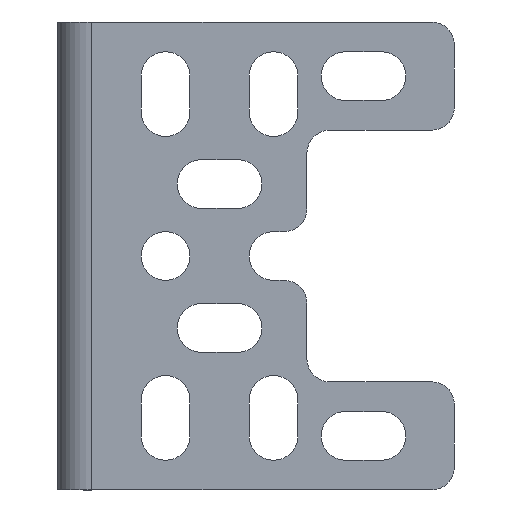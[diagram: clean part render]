
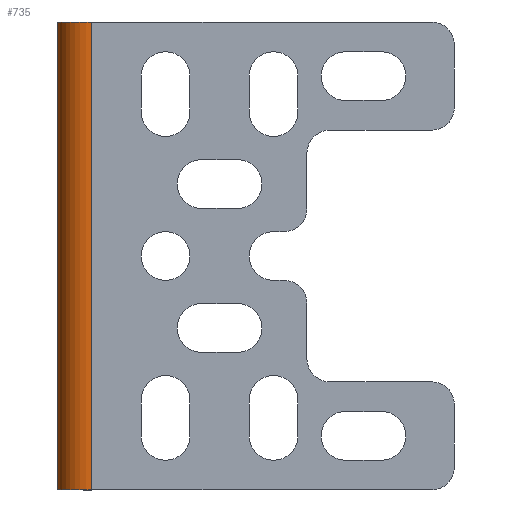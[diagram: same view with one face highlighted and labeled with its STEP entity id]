
A CAD part, front view. The second image highlights one B-rep face of the part: STEP entity #735.
In plain terms, the highlighted cylindrical face has radius 3 mm (diameter 6 mm), a partial arc.
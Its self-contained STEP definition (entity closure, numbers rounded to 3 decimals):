
#25 = CARTESIAN_POINT ( 'NONE',  ( -3., 0., 41.3 ) ) ;
#91 = VERTEX_POINT ( 'NONE', #1976 ) ;
#115 = EDGE_LOOP ( 'NONE', ( #2188, #262, #2483, #2546 ) ) ;
#262 = ORIENTED_EDGE ( 'NONE', *, *, #431, .F. ) ;
#307 = VECTOR ( 'NONE', #1886, 1000. ) ;
#327 = CARTESIAN_POINT ( 'NONE',  ( 0., -3., 41.3 ) ) ;
#431 = EDGE_CURVE ( 'NONE', #91, #2407, #651, .T. ) ;
#448 = VECTOR ( 'NONE', #1237, 1000. ) ;
#651 = LINE ( 'NONE', #1252, #448 ) ;
#658 = CARTESIAN_POINT ( 'NONE',  ( 0., 0., 41.3 ) ) ;
#733 = VERTEX_POINT ( 'NONE', #327 ) ;
#735 = ADVANCED_FACE ( 'NONE', ( #2258 ), #2709, .T. ) ;
#765 = CARTESIAN_POINT ( 'NONE',  ( 0., -3., 41.3 ) ) ;
#1081 = DIRECTION ( 'NONE',  ( 0., 0., -1. ) ) ;
#1155 = VERTEX_POINT ( 'NONE', #2789 ) ;
#1191 = DIRECTION ( 'NONE',  ( 0., 0., -1. ) ) ;
#1203 = CARTESIAN_POINT ( 'NONE',  ( 0., 0., 0. ) ) ;
#1237 = DIRECTION ( 'NONE',  ( 0., 0., 1. ) ) ;
#1252 = CARTESIAN_POINT ( 'NONE',  ( -3., 0., 41.3 ) ) ;
#1320 = DIRECTION ( 'NONE',  ( -1., 0., 0. ) ) ;
#1420 = AXIS2_PLACEMENT_3D ( 'NONE', #658, #2800, #1763 ) ;
#1486 = LINE ( 'NONE', #765, #307 ) ;
#1538 = EDGE_CURVE ( 'NONE', #1155, #91, #2409, .T. ) ;
#1578 = EDGE_CURVE ( 'NONE', #2407, #733, #2771, .T. ) ;
#1763 = DIRECTION ( 'NONE',  ( -1., 0., 0. ) ) ;
#1886 = DIRECTION ( 'NONE',  ( 0., 0., -1. ) ) ;
#1976 = CARTESIAN_POINT ( 'NONE',  ( -3., 0., 0. ) ) ;
#2188 = ORIENTED_EDGE ( 'NONE', *, *, #1578, .F. ) ;
#2223 = AXIS2_PLACEMENT_3D ( 'NONE', #1203, #1081, #1320 ) ;
#2258 = FACE_OUTER_BOUND ( 'NONE', #115, .T. ) ;
#2407 = VERTEX_POINT ( 'NONE', #25 ) ;
#2409 = CIRCLE ( 'NONE', #2223, 3. ) ;
#2428 = AXIS2_PLACEMENT_3D ( 'NONE', #2698, #1191, #2479 ) ;
#2479 = DIRECTION ( 'NONE',  ( -1., 0., 0. ) ) ;
#2483 = ORIENTED_EDGE ( 'NONE', *, *, #1538, .F. ) ;
#2546 = ORIENTED_EDGE ( 'NONE', *, *, #2593, .F. ) ;
#2593 = EDGE_CURVE ( 'NONE', #733, #1155, #1486, .T. ) ;
#2698 = CARTESIAN_POINT ( 'NONE',  ( 0., 0., 41.3 ) ) ;
#2709 = CYLINDRICAL_SURFACE ( 'NONE', #2428, 3. ) ;
#2771 = CIRCLE ( 'NONE', #1420, 3. ) ;
#2789 = CARTESIAN_POINT ( 'NONE',  ( 0., -3., 0. ) ) ;
#2800 = DIRECTION ( 'NONE',  ( 0., 0., 1. ) ) ;
